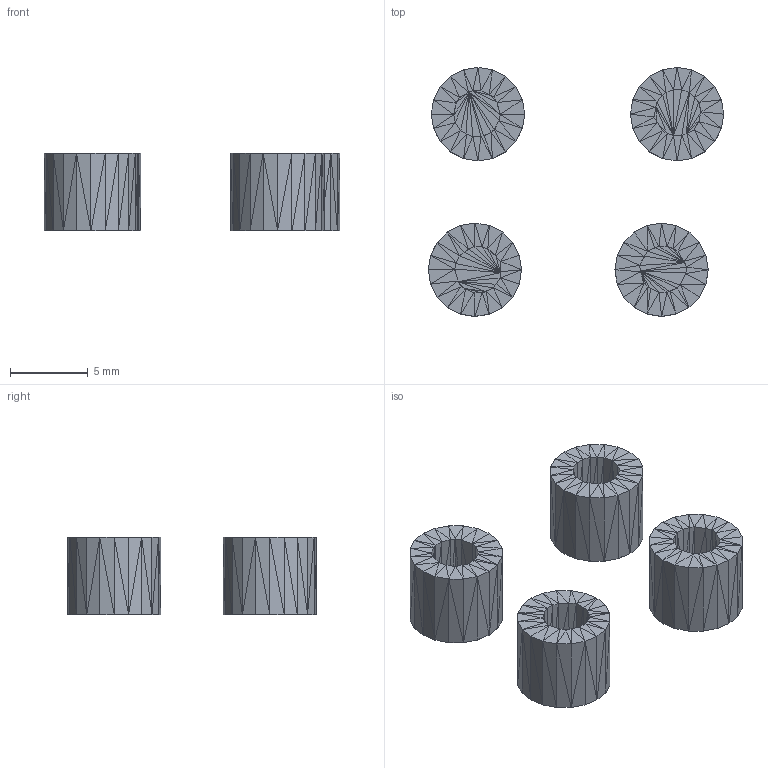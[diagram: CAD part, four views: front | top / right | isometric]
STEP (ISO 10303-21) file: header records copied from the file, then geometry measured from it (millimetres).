
FILE_DESCRIPTION((''),'2;1');
FILE_NAME('lock', '2025-02-02T10:59:02', (''), (''), 'ImageToStl.com STEP Converter','', '');
FILE_SCHEMA(('AUTOMOTIVE_DESIGN_CC2'));
Length unit declared in the file: metre
Products named in the file (1): product0
Bounding box: 19 x 16 x 5 mm (x, y, z)
Surface area: 755.7 mm2 (no closed solid volume)
Topology: 0 solids, 616 shells, 616 faces, 1848 edges, 316 vertices
Faces by surface type: plane 616
Entity records: 14212 total; most frequent: DIRECTION 3082, ORIENTED_EDGE 1848, EDGE_CURVE 1848, LINE 1848, VECTOR 1848, AXIS2_PLACEMENT_3D 617, FACE_SURFACE 616, PLANE 616
